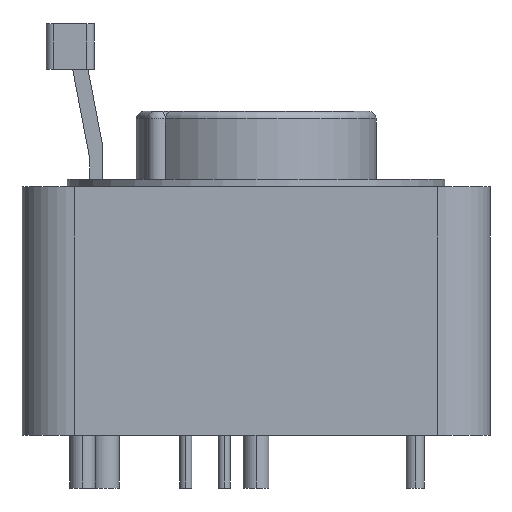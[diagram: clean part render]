
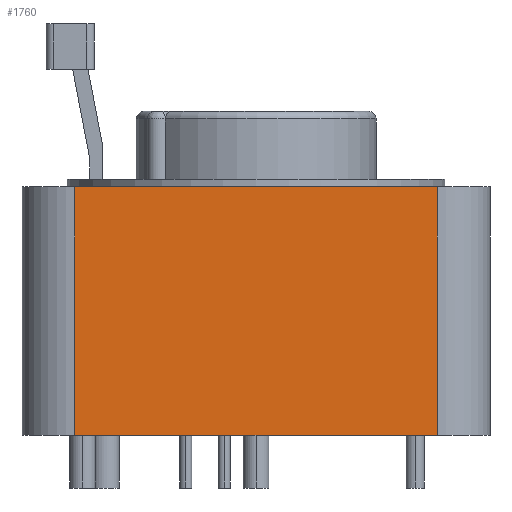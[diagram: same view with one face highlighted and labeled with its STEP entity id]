
A CAD part, left-side view. The second image highlights one B-rep face of the part: STEP entity #1760.
In plain terms, the highlighted planar face has unit normal (-1, 0, 0).
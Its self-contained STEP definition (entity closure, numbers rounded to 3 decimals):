
#216=DIRECTION('',(0.,1.,0.));
#217=VECTOR('',#216,24.);
#218=CARTESIAN_POINT('',(-13.,-12.,-16.45));
#219=LINE('',#218,#217);
#420=DIRECTION('',(0.,0.,-1.));
#421=VECTOR('',#420,16.45);
#422=CARTESIAN_POINT('',(-13.,-12.,0.));
#423=LINE('',#422,#421);
#424=DIRECTION('',(0.,0.,-1.));
#425=VECTOR('',#424,16.45);
#426=CARTESIAN_POINT('',(-13.,12.,0.));
#427=LINE('',#426,#425);
#452=DIRECTION('',(0.,1.,0.));
#453=VECTOR('',#452,24.);
#454=CARTESIAN_POINT('',(-13.,-12.,0.));
#455=LINE('',#454,#453);
#1310=CARTESIAN_POINT('',(-13.,-12.,-16.45));
#1311=CARTESIAN_POINT('',(-13.,12.,-16.45));
#1312=VERTEX_POINT('',#1310);
#1313=VERTEX_POINT('',#1311);
#1326=CARTESIAN_POINT('',(-13.,-12.,0.));
#1327=CARTESIAN_POINT('',(-13.,12.,0.));
#1328=VERTEX_POINT('',#1326);
#1329=VERTEX_POINT('',#1327);
#1746=CARTESIAN_POINT('',(-13.,-12.,0.));
#1747=DIRECTION('',(1.,0.,0.));
#1748=DIRECTION('',(0.,1.,0.));
#1749=AXIS2_PLACEMENT_3D('',#1746,#1747,#1748);
#1750=PLANE('',#1749);
#1751=ORIENTED_EDGE('',*,*,#1627,.T.);
#1753=ORIENTED_EDGE('',*,*,#1752,.F.);
#1755=ORIENTED_EDGE('',*,*,#1754,.F.);
#1757=ORIENTED_EDGE('',*,*,#1756,.T.);
#1758=EDGE_LOOP('',(#1751,#1753,#1755,#1757));
#1759=FACE_OUTER_BOUND('',#1758,.F.);
#1627=EDGE_CURVE('',#1312,#1313,#219,.T.);
#1752=EDGE_CURVE('',#1329,#1313,#427,.T.);
#1754=EDGE_CURVE('',#1328,#1329,#455,.T.);
#1756=EDGE_CURVE('',#1328,#1312,#423,.T.);
#1760=ADVANCED_FACE('',(#1759),#1750,.F.);
